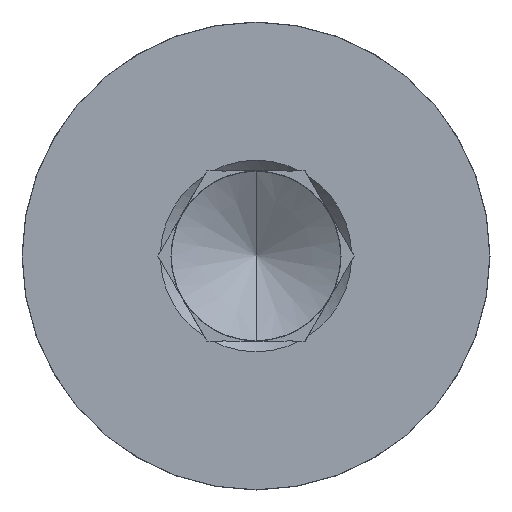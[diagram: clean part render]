
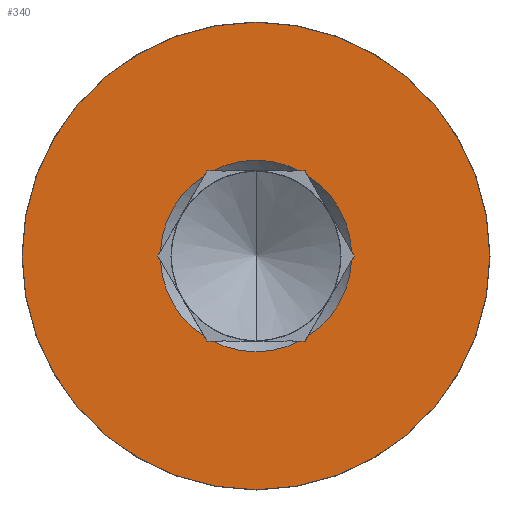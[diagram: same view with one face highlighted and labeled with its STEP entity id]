
A CAD part, left-side view. The second image highlights one B-rep face of the part: STEP entity #340.
In plain terms, the highlighted planar face has unit normal (-1, 0, 0).
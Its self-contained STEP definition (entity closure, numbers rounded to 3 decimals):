
#20=FACE_BOUND('',#112,.F.);
#30=PLANE('',#762);
#69=FACE_OUTER_BOUND('',#113,.F.);
#112=EDGE_LOOP('',(#233,#234,#235,#236,#237,#238,#239,#240,#241,#242,#243,
#244,#245,#246,#247,#248,#249,#250));
#113=EDGE_LOOP('',(#251,#252));
#233=ORIENTED_EDGE('',*,*,#569,.T.);
#234=ORIENTED_EDGE('',*,*,#570,.T.);
#235=ORIENTED_EDGE('',*,*,#571,.T.);
#236=ORIENTED_EDGE('',*,*,#572,.T.);
#237=ORIENTED_EDGE('',*,*,#573,.T.);
#238=ORIENTED_EDGE('',*,*,#574,.T.);
#239=ORIENTED_EDGE('',*,*,#575,.T.);
#240=ORIENTED_EDGE('',*,*,#576,.T.);
#241=ORIENTED_EDGE('',*,*,#577,.T.);
#242=ORIENTED_EDGE('',*,*,#578,.T.);
#243=ORIENTED_EDGE('',*,*,#527,.T.);
#244=ORIENTED_EDGE('',*,*,#579,.T.);
#245=ORIENTED_EDGE('',*,*,#580,.T.);
#246=ORIENTED_EDGE('',*,*,#581,.T.);
#247=ORIENTED_EDGE('',*,*,#582,.T.);
#248=ORIENTED_EDGE('',*,*,#583,.T.);
#249=ORIENTED_EDGE('',*,*,#584,.T.);
#250=ORIENTED_EDGE('',*,*,#585,.T.);
#251=ORIENTED_EDGE('',*,*,#540,.F.);
#252=ORIENTED_EDGE('',*,*,#539,.F.);
#340=ADVANCED_FACE('',(#20,#69),#30,.T.);
#395=LINE('',#1102,#445);
#396=LINE('',#1104,#446);
#397=LINE('',#1105,#447);
#398=LINE('',#1107,#448);
#399=LINE('',#1108,#449);
#400=LINE('',#1110,#450);
#401=LINE('',#1111,#451);
#402=LINE('',#1112,#452);
#403=LINE('',#1113,#453);
#404=LINE('',#1115,#454);
#405=LINE('',#1116,#455);
#406=LINE('',#1118,#456);
#445=VECTOR('',#859,0.248);
#446=VECTOR('',#862,0.248);
#447=VECTOR('',#863,0.248);
#448=VECTOR('',#866,0.248);
#449=VECTOR('',#867,0.248);
#450=VECTOR('',#870,0.248);
#451=VECTOR('',#871,0.248);
#452=VECTOR('',#872,0.248);
#453=VECTOR('',#873,0.248);
#454=VECTOR('',#876,0.248);
#455=VECTOR('',#877,0.248);
#456=VECTOR('',#880,0.248);
#491=CIRCLE('',#703,4.5);
#502=CIRCLE('',#714,10.99);
#503=CIRCLE('',#715,10.99);
#522=CIRCLE('',#734,4.5);
#523=CIRCLE('',#735,4.5);
#524=CIRCLE('',#736,4.5);
#525=CIRCLE('',#737,4.5);
#526=CIRCLE('',#738,4.5);
#527=EDGE_CURVE('',#673,#672,#491,.T.);
#539=EDGE_CURVE('',#661,#660,#502,.T.);
#540=EDGE_CURVE('',#660,#661,#503,.T.);
#569=EDGE_CURVE('',#636,#635,#395,.T.);
#570=EDGE_CURVE('',#635,#634,#522,.T.);
#571=EDGE_CURVE('',#634,#633,#396,.T.);
#572=EDGE_CURVE('',#633,#632,#397,.T.);
#573=EDGE_CURVE('',#632,#631,#523,.T.);
#574=EDGE_CURVE('',#631,#630,#398,.T.);
#575=EDGE_CURVE('',#630,#629,#399,.T.);
#576=EDGE_CURVE('',#629,#628,#524,.T.);
#577=EDGE_CURVE('',#628,#627,#400,.T.);
#578=EDGE_CURVE('',#627,#673,#401,.T.);
#579=EDGE_CURVE('',#672,#626,#402,.T.);
#580=EDGE_CURVE('',#626,#625,#403,.T.);
#581=EDGE_CURVE('',#625,#624,#525,.T.);
#582=EDGE_CURVE('',#624,#623,#404,.T.);
#583=EDGE_CURVE('',#623,#622,#405,.T.);
#584=EDGE_CURVE('',#622,#621,#526,.T.);
#585=EDGE_CURVE('',#621,#636,#406,.T.);
#621=VERTEX_POINT('',#1001);
#622=VERTEX_POINT('',#1002);
#623=VERTEX_POINT('',#1003);
#624=VERTEX_POINT('',#1004);
#625=VERTEX_POINT('',#1005);
#626=VERTEX_POINT('',#1006);
#627=VERTEX_POINT('',#1007);
#628=VERTEX_POINT('',#1008);
#629=VERTEX_POINT('',#1009);
#630=VERTEX_POINT('',#1010);
#631=VERTEX_POINT('',#1011);
#632=VERTEX_POINT('',#1012);
#633=VERTEX_POINT('',#1013);
#634=VERTEX_POINT('',#1014);
#635=VERTEX_POINT('',#1015);
#636=VERTEX_POINT('',#1016);
#660=VERTEX_POINT('',#1040);
#661=VERTEX_POINT('',#1041);
#672=VERTEX_POINT('',#1052);
#673=VERTEX_POINT('',#1053);
#703=AXIS2_PLACEMENT_3D('',#1054,#787,#788);
#714=AXIS2_PLACEMENT_3D('',#1072,#809,#810);
#715=AXIS2_PLACEMENT_3D('',#1073,#811,#812);
#734=AXIS2_PLACEMENT_3D('',#1103,#860,#861);
#735=AXIS2_PLACEMENT_3D('',#1106,#864,#865);
#736=AXIS2_PLACEMENT_3D('',#1109,#868,#869);
#737=AXIS2_PLACEMENT_3D('',#1114,#874,#875);
#738=AXIS2_PLACEMENT_3D('',#1117,#878,#879);
#762=AXIS2_PLACEMENT_3D('',#1205,#955,#956);
#787=DIRECTION('',(-1.,0.,0.));
#788=DIRECTION('',(0.,-0.458,0.889));
#809=DIRECTION('',(-1.,0.,0.));
#810=DIRECTION('',(0.,0.,1.));
#811=DIRECTION('',(-1.,0.,0.));
#812=DIRECTION('',(0.,0.,-1.));
#859=DIRECTION('',(0.,-1.,0.));
#860=DIRECTION('',(-1.,0.,0.));
#861=DIRECTION('',(0.,0.458,-0.889));
#862=DIRECTION('',(0.,-1.,0.));
#863=DIRECTION('',(0.,-0.5,0.866));
#864=DIRECTION('',(-1.,0.,0.));
#865=DIRECTION('',(0.,-0.541,-0.841));
#866=DIRECTION('',(0.,-0.5,0.866));
#867=DIRECTION('',(0.,0.5,0.866));
#868=DIRECTION('',(-1.,0.,0.));
#869=DIRECTION('',(0.,-0.999,0.048));
#870=DIRECTION('',(0.,0.5,0.866));
#871=DIRECTION('',(0.,1.,0.));
#872=DIRECTION('',(0.,1.,0.));
#873=DIRECTION('',(0.,0.5,-0.866));
#874=DIRECTION('',(-1.,0.,0.));
#875=DIRECTION('',(0.,0.541,0.841));
#876=DIRECTION('',(0.,0.5,-0.866));
#877=DIRECTION('',(0.,-0.5,-0.866));
#878=DIRECTION('',(-1.,0.,0.));
#879=DIRECTION('',(0.,0.999,-0.048));
#880=DIRECTION('',(0.,-0.5,-0.866));
#955=DIRECTION('',(-1.,0.,0.));
#956=DIRECTION('',(0.,0.,-1.));
#1001=CARTESIAN_POINT('',(-15.,2.433,-3.785));
#1002=CARTESIAN_POINT('',(-15.,4.495,-0.215));
#1003=CARTESIAN_POINT('',(-15.,4.619,0.));
#1004=CARTESIAN_POINT('',(-15.,4.495,0.215));
#1005=CARTESIAN_POINT('',(-15.,2.433,3.785));
#1006=CARTESIAN_POINT('',(-15.,2.309,4.));
#1007=CARTESIAN_POINT('',(-15.,-2.309,4.));
#1008=CARTESIAN_POINT('',(-15.,-2.433,3.785));
#1009=CARTESIAN_POINT('',(-15.,-4.495,0.215));
#1010=CARTESIAN_POINT('',(-15.,-4.619,0.));
#1011=CARTESIAN_POINT('',(-15.,-4.495,-0.215));
#1012=CARTESIAN_POINT('',(-15.,-2.433,-3.785));
#1013=CARTESIAN_POINT('',(-15.,-2.309,-4.));
#1014=CARTESIAN_POINT('',(-15.,-2.062,-4.));
#1015=CARTESIAN_POINT('',(-15.,2.062,-4.));
#1016=CARTESIAN_POINT('',(-15.,2.309,-4.));
#1040=CARTESIAN_POINT('',(-15.,0.,-10.99));
#1041=CARTESIAN_POINT('',(-15.,0.,10.99));
#1052=CARTESIAN_POINT('',(-15.,2.062,4.));
#1053=CARTESIAN_POINT('',(-15.,-2.062,4.));
#1054=CARTESIAN_POINT('',(-15.,0.,0.));
#1072=CARTESIAN_POINT('',(-15.,0.,0.));
#1073=CARTESIAN_POINT('',(-15.,0.,0.));
#1102=CARTESIAN_POINT('',(-15.,2.309,-4.));
#1103=CARTESIAN_POINT('',(-15.,0.,0.));
#1104=CARTESIAN_POINT('',(-15.,-2.062,-4.));
#1105=CARTESIAN_POINT('',(-15.,-2.309,-4.));
#1106=CARTESIAN_POINT('',(-15.,0.,0.));
#1107=CARTESIAN_POINT('',(-15.,-4.495,-0.215));
#1108=CARTESIAN_POINT('',(-15.,-4.619,0.));
#1109=CARTESIAN_POINT('',(-15.,0.,0.));
#1110=CARTESIAN_POINT('',(-15.,-2.433,3.785));
#1111=CARTESIAN_POINT('',(-15.,-2.309,4.));
#1112=CARTESIAN_POINT('',(-15.,2.062,4.));
#1113=CARTESIAN_POINT('',(-15.,2.309,4.));
#1114=CARTESIAN_POINT('',(-15.,0.,0.));
#1115=CARTESIAN_POINT('',(-15.,4.495,0.215));
#1116=CARTESIAN_POINT('',(-15.,4.619,0.));
#1117=CARTESIAN_POINT('',(-15.,0.,0.));
#1118=CARTESIAN_POINT('',(-15.,2.433,-3.785));
#1205=CARTESIAN_POINT('',(-15.,12.089,12.089));
